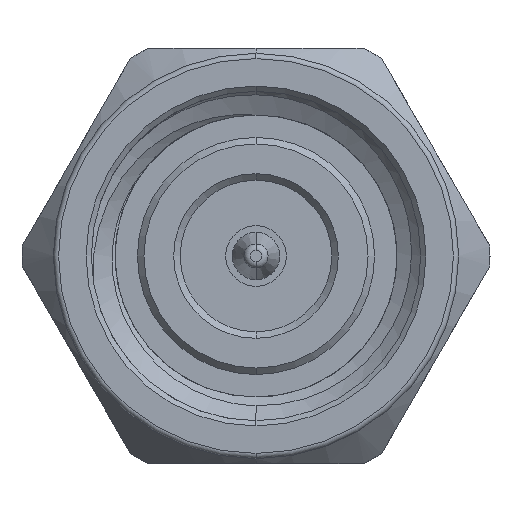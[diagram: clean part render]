
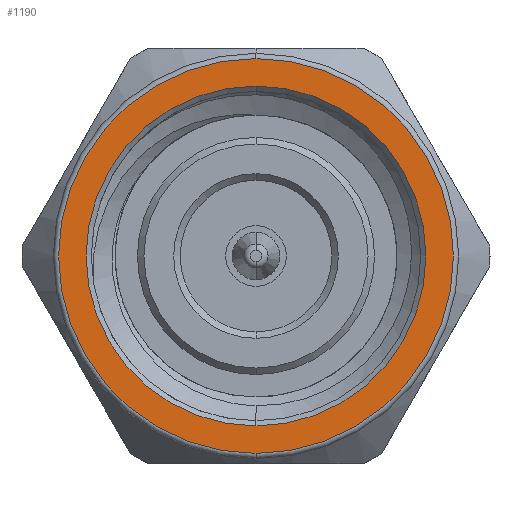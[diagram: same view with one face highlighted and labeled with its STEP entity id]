
A CAD part, left-side view. The second image highlights one B-rep face of the part: STEP entity #1190.
In plain terms, the highlighted planar face has unit normal (-1, 0, 0).
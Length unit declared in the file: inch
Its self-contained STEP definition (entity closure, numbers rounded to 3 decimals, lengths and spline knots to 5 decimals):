
#11 = ORIENTED_EDGE ( 'NONE', *, *, #6923, .T. ) ;
#834 = FACE_OUTER_BOUND ( 'NONE', #3443, .T. ) ;
#1166 = DIRECTION ( 'NONE',  ( 1., 0., 0. ) ) ;
#1190 = ADVANCED_FACE ( 'NONE', ( #6151, #834 ), #6667, .F. ) ;
#1238 = DIRECTION ( 'NONE',  ( 0., 0., -1. ) ) ;
#1394 = CARTESIAN_POINT ( 'NONE',  ( 0., 0., -0.14984 ) ) ;
#1527 = EDGE_CURVE ( 'NONE', #4350, #6638, #6321, .T. ) ;
#1621 = AXIS2_PLACEMENT_3D ( 'NONE', #2247, #1166, #4923 ) ;
#1996 = EDGE_CURVE ( 'NONE', #5533, #3837, #2174, .T. ) ;
#2014 = AXIS2_PLACEMENT_3D ( 'NONE', #7024, #2109, #5383 ) ;
#2082 = DIRECTION ( 'NONE',  ( 1., 0., 0. ) ) ;
#2109 = DIRECTION ( 'NONE',  ( 1., 0., 0. ) ) ;
#2153 = DIRECTION ( 'NONE',  ( 0., 0., -1. ) ) ;
#2174 = CIRCLE ( 'NONE', #4990, 0.14984 ) ;
#2247 = CARTESIAN_POINT ( 'NONE',  ( 0., 0.125, 0. ) ) ;
#2898 = ORIENTED_EDGE ( 'NONE', *, *, #1996, .T. ) ;
#3127 = CIRCLE ( 'NONE', #2014, 0.12894 ) ;
#3404 = ORIENTED_EDGE ( 'NONE', *, *, #5145, .T. ) ;
#3443 = EDGE_LOOP ( 'NONE', ( #2898, #11 ) ) ;
#3837 = VERTEX_POINT ( 'NONE', #6887 ) ;
#4350 = VERTEX_POINT ( 'NONE', #6152 ) ;
#4369 = EDGE_LOOP ( 'NONE', ( #3404, #5647 ) ) ;
#4822 = CARTESIAN_POINT ( 'NONE',  ( 0., 0., 0. ) ) ;
#4923 = DIRECTION ( 'NONE',  ( 0., 0., -1. ) ) ;
#4990 = AXIS2_PLACEMENT_3D ( 'NONE', #6442, #6188, #5690 ) ;
#4991 = DIRECTION ( 'NONE',  ( -1., 0., 0. ) ) ;
#5145 = EDGE_CURVE ( 'NONE', #6638, #4350, #3127, .T. ) ;
#5383 = DIRECTION ( 'NONE',  ( 0., 0., -1. ) ) ;
#5533 = VERTEX_POINT ( 'NONE', #1394 ) ;
#5570 = CARTESIAN_POINT ( 'NONE',  ( 0., 0., 0. ) ) ;
#5647 = ORIENTED_EDGE ( 'NONE', *, *, #1527, .T. ) ;
#5690 = DIRECTION ( 'NONE',  ( 0., 0., -1. ) ) ;
#6120 = CIRCLE ( 'NONE', #6379, 0.14984 ) ;
#6151 = FACE_BOUND ( 'NONE', #4369, .T. ) ;
#6152 = CARTESIAN_POINT ( 'NONE',  ( 0., 0., -0.12894 ) ) ;
#6157 = CARTESIAN_POINT ( 'NONE',  ( 0., 0., 0.12894 ) ) ;
#6188 = DIRECTION ( 'NONE',  ( -1., 0., 0. ) ) ;
#6321 = CIRCLE ( 'NONE', #6536, 0.12894 ) ;
#6379 = AXIS2_PLACEMENT_3D ( 'NONE', #5570, #4991, #1238 ) ;
#6442 = CARTESIAN_POINT ( 'NONE',  ( 0., 0., 0. ) ) ;
#6536 = AXIS2_PLACEMENT_3D ( 'NONE', #4822, #2082, #2153 ) ;
#6638 = VERTEX_POINT ( 'NONE', #6157 ) ;
#6667 = PLANE ( 'NONE',  #1621 ) ;
#6887 = CARTESIAN_POINT ( 'NONE',  ( 0., 0., 0.14984 ) ) ;
#6923 = EDGE_CURVE ( 'NONE', #3837, #5533, #6120, .T. ) ;
#7024 = CARTESIAN_POINT ( 'NONE',  ( 0., 0., 0. ) ) ;
